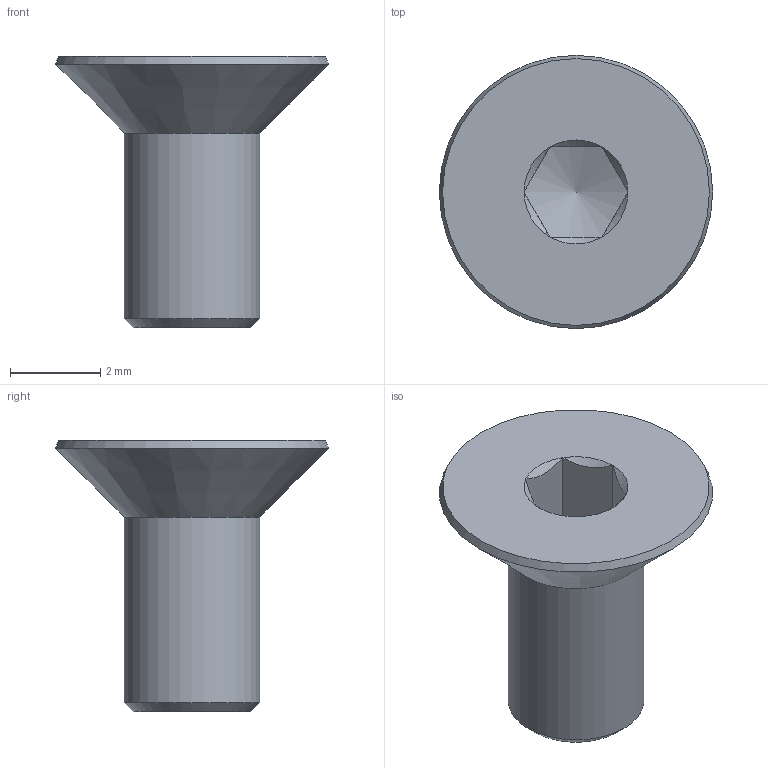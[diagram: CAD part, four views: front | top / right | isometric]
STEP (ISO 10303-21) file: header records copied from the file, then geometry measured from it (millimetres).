
FILE_DESCRIPTION(('FreeCAD Model'),'2;1');
FILE_NAME('ISO10642_Hex_Socket_Countersunk_Head_Screw_M3x6.step', '2014-12-08T18:22:54',('FreeCAD'),('FreeCAD'), 'Open CASCADE STEP processor 6.7','FreeCAD','Unknown');
FILE_SCHEMA(('AUTOMOTIVE_DESIGN_CC2 { 1 2 10303 214 -1 1 5 4 }'));
Length unit declared in the file: millimetre
Products named in the file (1): Chamfer001
Bounding box: 6.05 x 6.05 x 6 mm (x, y, z)
Volume: 54.1 mm3; surface area: 119.8 mm2
Topology: 1 solids, 1 shells, 25 faces, 55 edges, 32 vertices
Faces by surface type: cone 10, plane 8, cylinder 7
Full cylindrical faces by diameter (mm): 3 x1
Entity records: 1452 total; most frequent: CARTESIAN_POINT 384, DIRECTION 195, ORIENTED_EDGE 108, PCURVE 108, DEFINITIONAL_REPRESENTATION 108, AXIS2_PLACEMENT_3D 63, EDGE_CURVE 54, LINE 54
